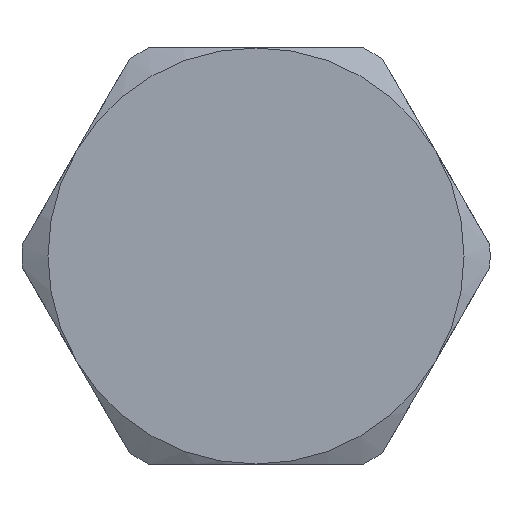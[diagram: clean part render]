
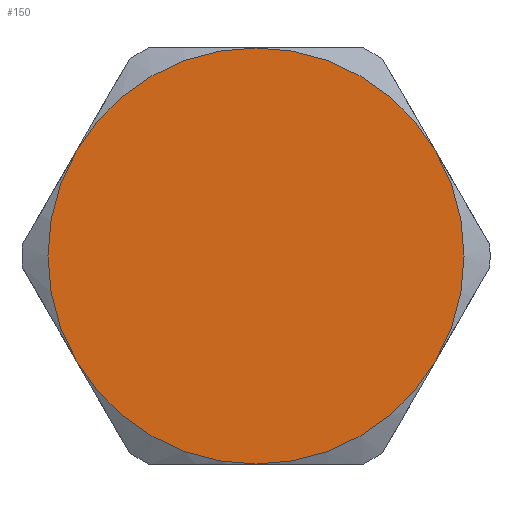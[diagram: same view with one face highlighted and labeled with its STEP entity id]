
A CAD part, front view. The second image highlights one B-rep face of the part: STEP entity #150.
In plain terms, the highlighted planar face has unit normal (0, -1, 0).
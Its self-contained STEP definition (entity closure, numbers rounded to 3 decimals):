
#26 = CARTESIAN_POINT ( 'NONE',  ( 0., 0., -6. ) ) ;
#29 = CARTESIAN_POINT ( 'NONE',  ( -5.196, 0., 3. ) ) ;
#32 = CARTESIAN_POINT ( 'NONE',  ( 0., 0., 6. ) ) ;
#33 = CARTESIAN_POINT ( 'NONE',  ( 5.196, 0., 3. ) ) ;
#36 = CARTESIAN_POINT ( 'NONE',  ( 5.196, 0., -3. ) ) ;
#85 = DIRECTION ( 'NONE',  ( 0., 0., -1. ) ) ;
#86 = DIRECTION ( 'NONE',  ( 0., -1., 0. ) ) ;
#88 = PLANE ( 'NONE',  #753 ) ;
#90 = CARTESIAN_POINT ( 'NONE',  ( 0., 0., 0. ) ) ;
#120 = CARTESIAN_POINT ( 'NONE',  ( -5.196, 0., -3. ) ) ;
#150 = ADVANCED_FACE ( 'NONE', ( #263 ), #88, .T. ) ;
#164 = CIRCLE ( 'NONE', #787, 6. ) ;
#172 = VERTEX_POINT ( 'NONE', #36 ) ;
#175 = VERTEX_POINT ( 'NONE', #33 ) ;
#178 = VERTEX_POINT ( 'NONE', #32 ) ;
#181 = VERTEX_POINT ( 'NONE', #29 ) ;
#184 = VERTEX_POINT ( 'NONE', #26 ) ;
#185 = VERTEX_POINT ( 'NONE', #120 ) ;
#219 = ORIENTED_EDGE ( 'NONE', *, *, #828, .T. ) ;
#263 = FACE_OUTER_BOUND ( 'NONE', #343, .T. ) ;
#307 = ORIENTED_EDGE ( 'NONE', *, *, #820, .T. ) ;
#317 = ORIENTED_EDGE ( 'NONE', *, *, #715, .T. ) ;
#321 = ORIENTED_EDGE ( 'NONE', *, *, #717, .T. ) ;
#339 = ORIENTED_EDGE ( 'NONE', *, *, #832, .T. ) ;
#343 = EDGE_LOOP ( 'NONE', ( #317, #321, #339, #219, #371, #307 ) ) ;
#371 = ORIENTED_EDGE ( 'NONE', *, *, #824, .T. ) ;
#402 = CARTESIAN_POINT ( 'NONE',  ( 0., 0., 0. ) ) ;
#403 = DIRECTION ( 'NONE',  ( 0., -1., 0. ) ) ;
#404 = DIRECTION ( 'NONE',  ( 0., 0., -1. ) ) ;
#420 = CARTESIAN_POINT ( 'NONE',  ( 0., 0., 0. ) ) ;
#421 = DIRECTION ( 'NONE',  ( 0., -1., 0. ) ) ;
#422 = DIRECTION ( 'NONE',  ( 0., 0., -1. ) ) ;
#479 = CARTESIAN_POINT ( 'NONE',  ( 0., 0., 0. ) ) ;
#480 = DIRECTION ( 'NONE',  ( 0., -1., 0. ) ) ;
#481 = DIRECTION ( 'NONE',  ( 0., 0., -1. ) ) ;
#488 = CARTESIAN_POINT ( 'NONE',  ( 0., 0., 0. ) ) ;
#489 = DIRECTION ( 'NONE',  ( 0., -1., 0. ) ) ;
#490 = DIRECTION ( 'NONE',  ( 0., 0., -1. ) ) ;
#691 = CARTESIAN_POINT ( 'NONE',  ( 0., 0., 0. ) ) ;
#692 = DIRECTION ( 'NONE',  ( 0., -1., 0. ) ) ;
#693 = DIRECTION ( 'NONE',  ( 0., 0., -1. ) ) ;
#709 = CARTESIAN_POINT ( 'NONE',  ( 0., 0., 0. ) ) ;
#710 = DIRECTION ( 'NONE',  ( 0., -1., 0. ) ) ;
#711 = DIRECTION ( 'NONE',  ( 0., 0., -1. ) ) ;
#715 = EDGE_CURVE ( 'NONE', #184, #172, #860, .T. ) ;
#717 = EDGE_CURVE ( 'NONE', #172, #175, #848, .T. ) ;
#753 = AXIS2_PLACEMENT_3D ( 'NONE', #90, #86, #85 ) ;
#771 = AXIS2_PLACEMENT_3D ( 'NONE', #479, #480, #481 ) ;
#772 = AXIS2_PLACEMENT_3D ( 'NONE', #488, #489, #490 ) ;
#787 = AXIS2_PLACEMENT_3D ( 'NONE', #691, #692, #693 ) ;
#789 = AXIS2_PLACEMENT_3D ( 'NONE', #709, #710, #711 ) ;
#791 = AXIS2_PLACEMENT_3D ( 'NONE', #402, #403, #404 ) ;
#793 = AXIS2_PLACEMENT_3D ( 'NONE', #420, #421, #422 ) ;
#820 = EDGE_CURVE ( 'NONE', #185, #184, #164, .T. ) ;
#824 = EDGE_CURVE ( 'NONE', #181, #185, #838, .T. ) ;
#828 = EDGE_CURVE ( 'NONE', #178, #181, #840, .T. ) ;
#832 = EDGE_CURVE ( 'NONE', #175, #178, #836, .T. ) ;
#836 = CIRCLE ( 'NONE', #793, 6. ) ;
#838 = CIRCLE ( 'NONE', #789, 6. ) ;
#840 = CIRCLE ( 'NONE', #791, 6. ) ;
#848 = CIRCLE ( 'NONE', #772, 6. ) ;
#860 = CIRCLE ( 'NONE', #771, 6. ) ;
